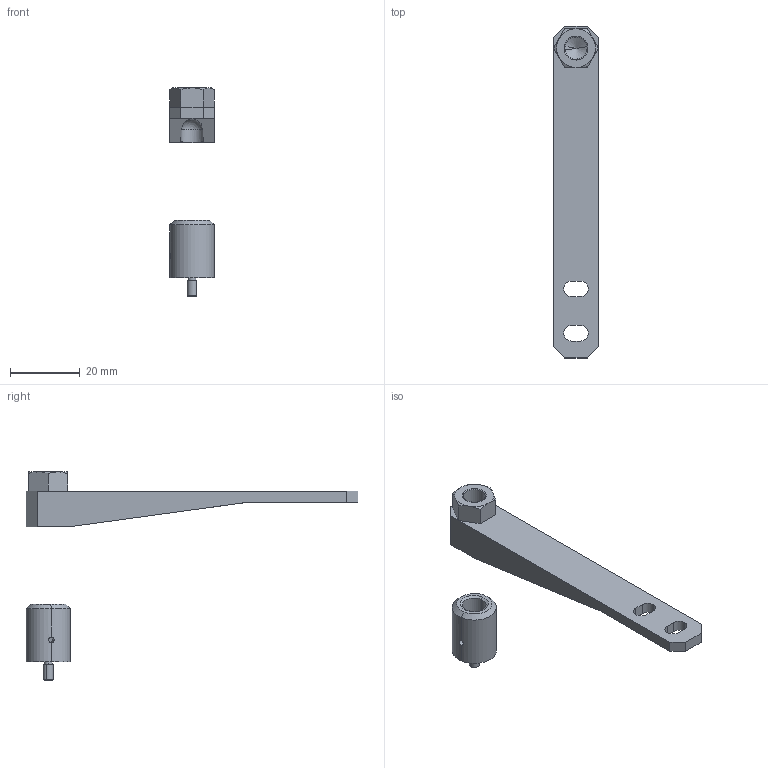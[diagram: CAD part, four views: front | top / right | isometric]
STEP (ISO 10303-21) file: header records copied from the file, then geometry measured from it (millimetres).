
FILE_DESCRIPTION (( 'STEP AP203' ), '1' );
FILE_NAME ('D080726-v3.STEP', '2012-02-29T14:50:39', ( 'Dwayne Giardina' ), ( 'Microsoft' ), 'SwSTEP 2.0', 'SolidWorks 2012', '' );
FILE_SCHEMA (( 'CONFIG_CONTROL_DESIGN' ));
Length unit declared in the file: inch
Products named in the file (10): D080725_Advanced_LIGO_Earthquake_Stop_for_Metal_or_Glass,_2.5_Inch_Glass; D060548_Advanced_LIGO_Fused_Silica_Earthquake_Stop; D060546_Advanced_LIGO_Impact_Absorber_for_Glass_Stops,_Earthquake_Stop; Helicoil_0.25-20 X 0.375 LONG; D070460_Advanced_LIGO_SUS_HLTS_Earthquake_Stop_Mount,_Long; D080724_Advanced_LIGO_Mounting_Cap,_Earthquake_Stop; Helicoil; Rounded_SHCS; D080726-v3; Ag-SST_HexNut_HN .25
Assembly tree (5 placements, depth 3):
  D060548_Advanced_LIGO_Fused_Silica_Earthquake_Stop
  D060546_Advanced_LIGO_Impact_Absorber_for_Glass_Stops,_Earthquake_Stop
  Helicoil
  Rounded_SHCS
  D080726-v3
    D070460_Advanced_LIGO_SUS_HLTS_Earthquake_Stop_Mount,_Long
    Helicoil_0.25-20 X 0.375 LONG
    D080725_Advanced_LIGO_Earthquake_Stop_for_Metal_or_Glass,_2.5_Inch_Glass
      D080724_Advanced_LIGO_Mounting_Cap,_Earthquake_Stop
    Ag-SST_HexNut_HN .25
Bounding box: 12.83 x 95.25 x 59.75 mm (x, y, z)
Volume: 7974.1 mm3; surface area: 6172.1 mm2
Topology: 4 solids, 4 shells, 80 faces, 193 edges, 119 vertices
Faces by surface type: plane 32, cylinder 28, cone 17, torus 2, sphere 1
Entity records: 3346 total; most frequent: CARTESIAN_POINT 531, DIRECTION 414, ORIENTED_EDGE 378, EDGE_CURVE 189, AXIS2_PLACEMENT_3D 157, VERTEX_POINT 118, VECTOR 100, LINE 100
